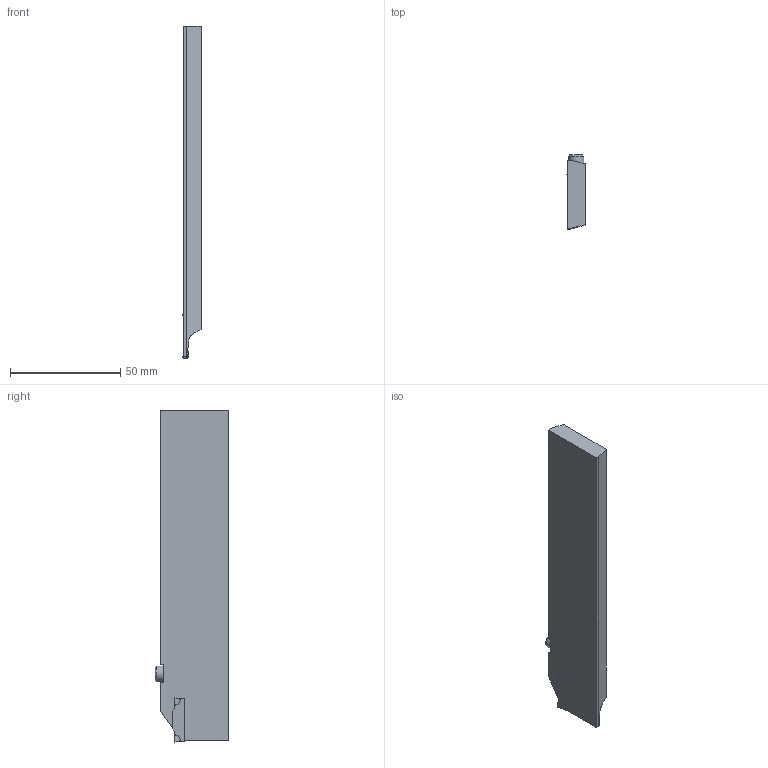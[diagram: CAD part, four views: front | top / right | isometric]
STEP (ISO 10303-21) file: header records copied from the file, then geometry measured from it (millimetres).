
FILE_DESCRIPTION(/* description */ (''),/* implementation_level */ '2;1');
FILE_NAME(/* name */ '1686745247158.stp',/* time_stamp */ '2023-06-14T17:50:55+05:00',/* author */ (''),/* organization */ ('SMS'),/* preprocessor_version */ 'ST-DEVELOPER v16.7',/* originating_system */ 'SIEMENS PLM Software NX 12.0',/* authorisation */ '');
FILE_SCHEMA (('AUTOMOTIVE_DESIGN { 1 0 10303 214 3 1 1 1 }'));
Length unit declared in the file: millimetre
Products named in the file (4): ASSEMBLY_CONSTRUCTION; 201539461mod000_00; 204778647mod000_00; 204778648mod000_00
Assembly tree (3 placements, depth 2):
  204778648mod000_00
    204778647mod000_00
    201539461mod000_00
    ASSEMBLY_CONSTRUCTION
Bounding box: 8.25 x 33.6 x 150.8 mm (x, y, z)
Volume: 31736.9 mm3; surface area: 11718.5 mm2
Topology: 2 solids, 2 shells, 58 faces, 159 edges, 112 vertices
Faces by surface type: plane 43, cylinder 9, extrusion 4, torus 1, cone 1
Full cylindrical faces by diameter (mm): 7 x1
Entity records: 2150 total; most frequent: CARTESIAN_POINT 535, ORIENTED_EDGE 310, DIRECTION 287, EDGE_CURVE 155, VECTOR 123, LINE 119, VERTEX_POINT 103, AXIS2_PLACEMENT_3D 82
